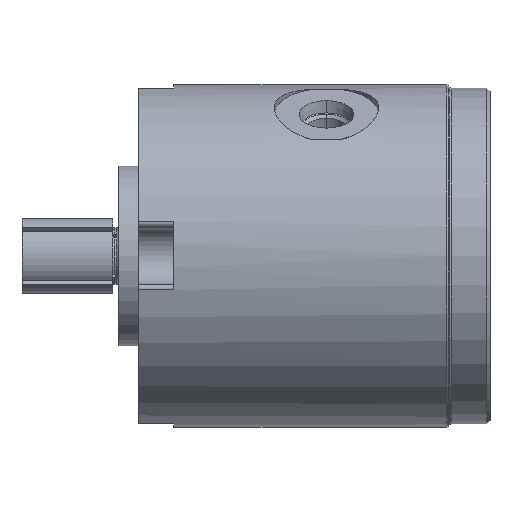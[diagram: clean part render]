
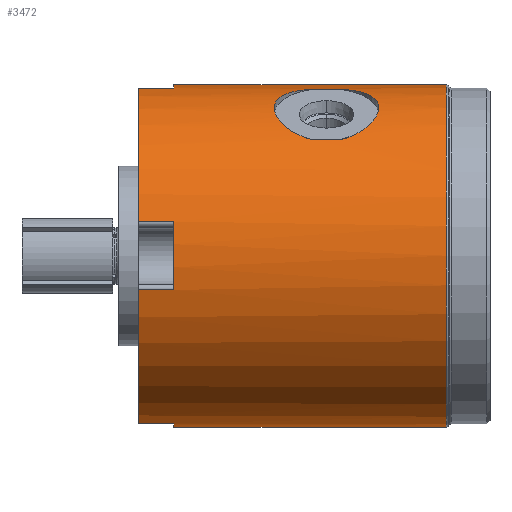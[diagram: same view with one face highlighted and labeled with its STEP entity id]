
A CAD part, top view. The second image highlights one B-rep face of the part: STEP entity #3472.
In plain terms, the highlighted cylindrical face has radius 28.321 mm (diameter 56.642 mm), a partial arc.
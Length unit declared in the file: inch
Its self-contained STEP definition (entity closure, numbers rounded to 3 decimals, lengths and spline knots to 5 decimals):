
#215=CARTESIAN_POINT('',(-1.15133,1.08739,0.24658));
#216=CARTESIAN_POINT('',(-1.1657,1.08653,0.25037));
#217=CARTESIAN_POINT('',(-1.19382,1.08436,0.25979));
#218=CARTESIAN_POINT('',(-1.2345,1.07946,0.27957));
#219=CARTESIAN_POINT('',(-1.27256,1.07272,0.30457));
#220=CARTESIAN_POINT('',(-1.30714,1.06391,0.33418));
#221=CARTESIAN_POINT('',(-1.33738,1.0529,0.36753));
#222=CARTESIAN_POINT('',(-1.3626,1.03964,0.40362));
#223=CARTESIAN_POINT('',(-1.38241,1.02416,0.44147));
#224=CARTESIAN_POINT('',(-1.3966,1.0066,0.48021));
#225=CARTESIAN_POINT('',(-1.40511,0.98711,
0.51912));
#226=CARTESIAN_POINT('',(-1.40795,0.96587,
0.55764));
#227=CARTESIAN_POINT('',(-1.40511,0.94313,
0.5953));
#228=CARTESIAN_POINT('',(-1.3966,0.91917,
0.63164));
#229=CARTESIAN_POINT('',(-1.38241,0.89441,
0.66622));
#230=CARTESIAN_POINT('',(-1.3626,0.86936,
0.69854));
#231=CARTESIAN_POINT('',(-1.33737,0.84474,
0.72808));
#232=CARTESIAN_POINT('',(-1.30714,0.82136,
0.75429));
#233=CARTESIAN_POINT('',(-1.27256,0.80013,
0.77672));
#234=CARTESIAN_POINT('',(-1.2345,0.78185,
0.79506));
#235=CARTESIAN_POINT('',(-1.19382,0.76717,
0.80918));
#236=CARTESIAN_POINT('',(-1.1657,0.76009,
0.81578));
#237=CARTESIAN_POINT('',(-1.15133,0.75724,
0.81842));
#239=CARTESIAN_POINT('',(-0.98067,0.75724,
0.81842));
#240=CARTESIAN_POINT('',(-0.9663,0.7601,
0.81578));
#241=CARTESIAN_POINT('',(-0.93818,0.76717,
0.80918));
#242=CARTESIAN_POINT('',(-0.8975,0.78185,
0.79506));
#243=CARTESIAN_POINT('',(-0.85944,0.80013,
0.77672));
#244=CARTESIAN_POINT('',(-0.82486,0.82136,
0.75429));
#245=CARTESIAN_POINT('',(-0.79462,0.84474,
0.72807));
#246=CARTESIAN_POINT('',(-0.7694,0.86937,
0.69854));
#247=CARTESIAN_POINT('',(-0.74959,0.89441,
0.66622));
#248=CARTESIAN_POINT('',(-0.7354,0.91917,
0.63164));
#249=CARTESIAN_POINT('',(-0.72689,0.94313,
0.5953));
#250=CARTESIAN_POINT('',(-0.72405,0.96587,
0.55765));
#251=CARTESIAN_POINT('',(-0.72689,0.98711,
0.51912));
#252=CARTESIAN_POINT('',(-0.7354,1.0066,
0.48021));
#253=CARTESIAN_POINT('',(-0.74959,1.02416,
0.44147));
#254=CARTESIAN_POINT('',(-0.7694,1.03964,
0.40362));
#255=CARTESIAN_POINT('',(-0.79463,1.0529,
0.36753));
#256=CARTESIAN_POINT('',(-0.82486,1.06391,
0.33418));
#257=CARTESIAN_POINT('',(-0.85944,1.07272,
0.30457));
#258=CARTESIAN_POINT('',(-0.8975,1.07946,
0.27957));
#259=CARTESIAN_POINT('',(-0.93818,1.08436,
0.25979));
#260=CARTESIAN_POINT('',(-0.9663,1.08653,
0.25037));
#261=CARTESIAN_POINT('',(-0.98067,1.08739,
0.24658));
#263=CARTESIAN_POINT('',(-0.28491,0.,0.));
#264=DIRECTION('',(-1.,0.,0.));
#265=DIRECTION('',(0.,-1.,0.));
#266=AXIS2_PLACEMENT_3D('',#263,#264,#265);
#268=CARTESIAN_POINT('',(-2.061,0.,0.));
#269=DIRECTION('',(1.,0.,0.));
#270=DIRECTION('',(0.,-0.98,0.2));
#271=AXIS2_PLACEMENT_3D('',#268,#269,#270);
#273=DIRECTION('',(1.,0.,0.));
#274=VECTOR('',#273,0.23);
#275=CARTESIAN_POINT('',(-2.291,-1.09247,0.223));
#276=LINE('',#275,#274);
#277=DIRECTION('',(1.,0.,0.));
#278=VECTOR('',#277,0.23);
#279=CARTESIAN_POINT('',(-2.291,-0.223,1.09247));
#280=LINE('',#279,#278);
#281=CARTESIAN_POINT('',(-2.061,0.,0.));
#282=DIRECTION('',(1.,0.,0.));
#283=DIRECTION('',(0.,0.2,0.98));
#284=AXIS2_PLACEMENT_3D('',#281,#282,#283);
#286=DIRECTION('',(1.,0.,0.));
#287=VECTOR('',#286,0.23);
#288=CARTESIAN_POINT('',(-2.291,0.223,1.09247));
#289=LINE('',#288,#287);
#290=DIRECTION('',(1.,0.,0.));
#291=VECTOR('',#290,0.23);
#292=CARTESIAN_POINT('',(-2.291,1.09247,0.223));
#293=LINE('',#292,#291);
#294=CARTESIAN_POINT('',(-2.061,0.,0.));
#295=DIRECTION('',(1.,0.,0.));
#296=DIRECTION('',(0.,1.,0.));
#297=AXIS2_PLACEMENT_3D('',#294,#295,#296);
#309=DIRECTION('',(-1.,0.,0.));
#310=VECTOR('',#309,0.17066);
#311=CARTESIAN_POINT('',(-0.98067,1.08739,
0.24658));
#312=LINE('',#311,#310);
#313=DIRECTION('',(1.,0.,0.));
#314=VECTOR('',#313,0.17066);
#315=CARTESIAN_POINT('',(-1.15133,0.75724,
0.81842));
#316=LINE('',#315,#314);
#442=DIRECTION('',(-1.,0.,0.));
#443=VECTOR('',#442,1.77609);
#444=CARTESIAN_POINT('',(-0.28491,1.115,0.));
#445=LINE('',#444,#443);
#477=DIRECTION('',(-1.,0.,0.));
#478=VECTOR('',#477,1.77609);
#479=CARTESIAN_POINT('',(-0.28491,-1.115,0.));
#480=LINE('',#479,#478);
#691=CARTESIAN_POINT('',(-2.291,0.,0.));
#692=DIRECTION('',(1.,0.,0.));
#693=DIRECTION('',(0.,0.98,0.2));
#694=AXIS2_PLACEMENT_3D('',#691,#692,#693);
#719=CARTESIAN_POINT('',(-2.291,0.,0.));
#720=DIRECTION('',(1.,0.,0.));
#721=DIRECTION('',(0.,-0.2,0.98));
#722=AXIS2_PLACEMENT_3D('',#719,#720,#721);
#2610=CARTESIAN_POINT('',(-2.061,1.09247,0.223));
#2611=VERTEX_POINT('',#2610);
#2638=CARTESIAN_POINT('',(-2.061,-0.223,1.09247));
#2639=VERTEX_POINT('',#2638);
#2640=CARTESIAN_POINT('',(-2.061,0.223,1.09247));
#2641=VERTEX_POINT('',#2640);
#2668=CARTESIAN_POINT('',(-2.061,-1.09247,0.223));
#2669=VERTEX_POINT('',#2668);
#2678=CARTESIAN_POINT('',(-2.061,1.115,0.));
#2679=VERTEX_POINT('',#2678);
#2680=CARTESIAN_POINT('',(-2.291,1.09247,0.223));
#2681=VERTEX_POINT('',#2680);
#2688=CARTESIAN_POINT('',(-2.291,-0.223,1.09247));
#2689=VERTEX_POINT('',#2688);
#2690=CARTESIAN_POINT('',(-2.291,0.223,1.09247));
#2691=VERTEX_POINT('',#2690);
#2696=CARTESIAN_POINT('',(-2.061,-1.115,0.));
#2697=VERTEX_POINT('',#2696);
#2698=CARTESIAN_POINT('',(-2.291,-1.09247,0.223));
#2699=VERTEX_POINT('',#2698);
#2722=CARTESIAN_POINT('',(-0.28491,1.115,0.));
#2723=CARTESIAN_POINT('',(-0.28491,-1.115,0.));
#2724=VERTEX_POINT('',#2722);
#2725=VERTEX_POINT('',#2723);
#2784=CARTESIAN_POINT('',(-1.15133,1.08739,
0.24658));
#2785=CARTESIAN_POINT('',(-1.15133,0.75724,
0.81842));
#2786=VERTEX_POINT('',#2784);
#2787=VERTEX_POINT('',#2785);
#2788=CARTESIAN_POINT('',(-0.98067,1.08739,
0.24658));
#2789=CARTESIAN_POINT('',(-0.98067,0.75724,
0.81842));
#2790=VERTEX_POINT('',#2788);
#2791=VERTEX_POINT('',#2789);
#3432=CARTESIAN_POINT('',(-2.40555,0.,0.));
#3433=DIRECTION('',(1.,0.,0.));
#3434=DIRECTION('',(0.,-1.,0.));
#3435=AXIS2_PLACEMENT_3D('',#3432,#3433,#3434);
#3436=CYLINDRICAL_SURFACE('',#3435,1.115);
#3437=ORIENTED_EDGE('',*,*,#3422,.F.);
#3439=ORIENTED_EDGE('',*,*,#3438,.T.);
#3441=ORIENTED_EDGE('',*,*,#3440,.F.);
#3443=ORIENTED_EDGE('',*,*,#3442,.F.);
#3445=ORIENTED_EDGE('',*,*,#3444,.F.);
#3447=ORIENTED_EDGE('',*,*,#3446,.T.);
#3449=ORIENTED_EDGE('',*,*,#3448,.F.);
#3451=ORIENTED_EDGE('',*,*,#3450,.F.);
#3453=ORIENTED_EDGE('',*,*,#3452,.F.);
#3455=ORIENTED_EDGE('',*,*,#3454,.T.);
#3457=ORIENTED_EDGE('',*,*,#3456,.F.);
#3459=ORIENTED_EDGE('',*,*,#3458,.F.);
#3460=EDGE_LOOP('',(#3437,#3439,#3441,#3443,#3445,#3447,#3449,#3451,#3453,#3455,
#3457,#3459));
#3461=FACE_OUTER_BOUND('',#3460,.F.);
#3463=ORIENTED_EDGE('',*,*,#3462,.T.);
#3465=ORIENTED_EDGE('',*,*,#3464,.T.);
#3467=ORIENTED_EDGE('',*,*,#3466,.T.);
#3469=ORIENTED_EDGE('',*,*,#3468,.T.);
#3470=EDGE_LOOP('',(#3463,#3465,#3467,#3469));
#3471=FACE_BOUND('',#3470,.F.);
#238=B_SPLINE_CURVE_WITH_KNOTS('',3,(#215,#216,#217,#218,#219,#220,#221,#222,
#223,#224,#225,#226,#227,#228,#229,#230,#231,#232,#233,#234,#235,#236,#237),
.UNSPECIFIED.,.F.,.F.,(4,1,1,1,1,1,1,1,1,1,1,1,1,1,1,1,1,1,1,1,4),(0.,0.05,
0.1,0.15,0.2,0.25,0.3,0.35,0.4,0.45,0.5,0.55,0.6,0.65,
0.7,0.75,0.8,0.85,0.9,0.95,1.),.UNSPECIFIED.);
#262=B_SPLINE_CURVE_WITH_KNOTS('',3,(#239,#240,#241,#242,#243,#244,#245,#246,
#247,#248,#249,#250,#251,#252,#253,#254,#255,#256,#257,#258,#259,#260,#261),
.UNSPECIFIED.,.F.,.F.,(4,1,1,1,1,1,1,1,1,1,1,1,1,1,1,1,1,1,1,1,4),(0.,0.05,
0.1,0.15,0.2,0.25,0.3,0.35,0.4,0.45,0.5,0.55,0.6,0.65,
0.7,0.75,0.8,0.85,0.9,0.95,1.),.UNSPECIFIED.);
#267=CIRCLE('',#266,1.115);
#272=CIRCLE('',#271,1.115);
#285=CIRCLE('',#284,1.115);
#298=CIRCLE('',#297,1.115);
#695=CIRCLE('',#694,1.115);
#723=CIRCLE('',#722,1.115);
#3422=EDGE_CURVE('',#2725,#2724,#267,.T.);
#3438=EDGE_CURVE('',#2725,#2697,#480,.T.);
#3440=EDGE_CURVE('',#2669,#2697,#272,.T.);
#3442=EDGE_CURVE('',#2699,#2669,#276,.T.);
#3444=EDGE_CURVE('',#2689,#2699,#723,.T.);
#3446=EDGE_CURVE('',#2689,#2639,#280,.T.);
#3448=EDGE_CURVE('',#2641,#2639,#285,.T.);
#3450=EDGE_CURVE('',#2691,#2641,#289,.T.);
#3452=EDGE_CURVE('',#2681,#2691,#695,.T.);
#3454=EDGE_CURVE('',#2681,#2611,#293,.T.);
#3456=EDGE_CURVE('',#2679,#2611,#298,.T.);
#3458=EDGE_CURVE('',#2724,#2679,#445,.T.);
#3462=EDGE_CURVE('',#2790,#2786,#312,.T.);
#3464=EDGE_CURVE('',#2786,#2787,#238,.T.);
#3466=EDGE_CURVE('',#2787,#2791,#316,.T.);
#3468=EDGE_CURVE('',#2791,#2790,#262,.T.);
#3472=ADVANCED_FACE('',(#3461,#3471),#3436,.T.);
